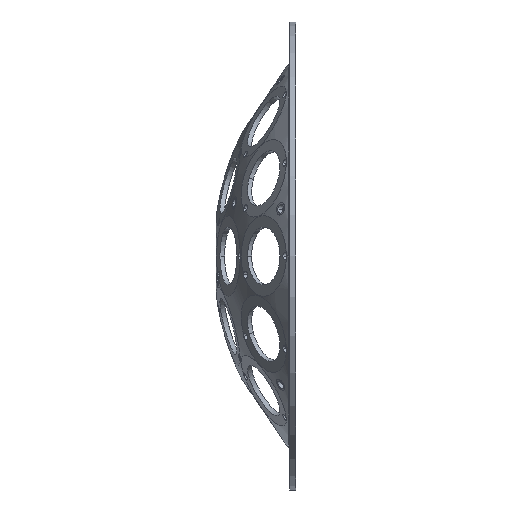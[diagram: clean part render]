
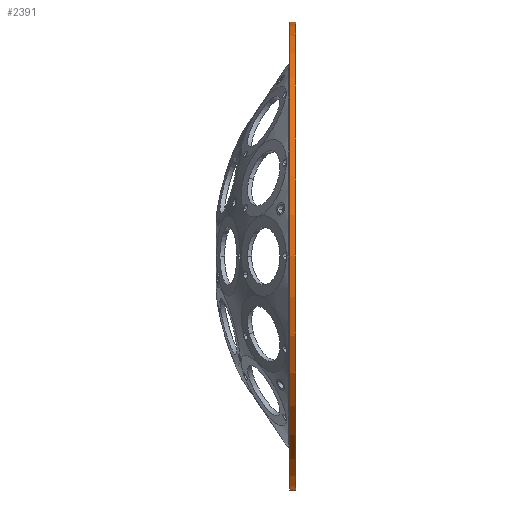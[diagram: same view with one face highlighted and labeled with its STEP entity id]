
A CAD part, left-side view. The second image highlights one B-rep face of the part: STEP entity #2391.
In plain terms, the highlighted cylindrical face has radius 223 mm (diameter 446 mm), a partial arc.
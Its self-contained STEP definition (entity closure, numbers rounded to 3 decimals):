
#924 = DIRECTION ( 'NONE',  ( 0., 0., 1. ) ) ;
#2391 = ADVANCED_FACE ( 'NONE', ( #11995 ), #3967, .T. ) ;
#2516 = CARTESIAN_POINT ( 'NONE',  ( 0., 189., 0. ) ) ;
#3220 = ORIENTED_EDGE ( 'NONE', *, *, #9030, .F. ) ;
#3411 = CARTESIAN_POINT ( 'NONE',  ( 0., 189., 223. ) ) ;
#3967 = CYLINDRICAL_SURFACE ( 'NONE', #11951, 223. ) ;
#5302 = CIRCLE ( 'NONE', #6646, 223. ) ;
#5330 = DIRECTION ( 'NONE',  ( 0., 0., 1. ) ) ;
#6495 = DIRECTION ( 'NONE',  ( 0., 1., 0. ) ) ;
#6646 = AXIS2_PLACEMENT_3D ( 'NONE', #2516, #15434, #924 ) ;
#7204 = AXIS2_PLACEMENT_3D ( 'NONE', #20043, #18349, #5330 ) ;
#7731 = VERTEX_POINT ( 'NONE', #11354 ) ;
#7818 = EDGE_CURVE ( 'NONE', #14092, #15748, #16327, .T. ) ;
#8812 = DIRECTION ( 'NONE',  ( 0., 0., 1. ) ) ;
#9030 = EDGE_CURVE ( 'NONE', #7731, #14092, #18532, .T. ) ;
#9377 = ORIENTED_EDGE ( 'NONE', *, *, #16207, .T. ) ;
#9837 = CARTESIAN_POINT ( 'NONE',  ( 0., 195., -223. ) ) ;
#10409 = CARTESIAN_POINT ( 'NONE',  ( 0., 284.983, 0. ) ) ;
#10477 = CARTESIAN_POINT ( 'NONE',  ( 0., 284.983, -223. ) ) ;
#10478 = VECTOR ( 'NONE', #18728, 1000. ) ;
#11251 = CARTESIAN_POINT ( 'NONE',  ( 0., 284.983, 223. ) ) ;
#11354 = CARTESIAN_POINT ( 'NONE',  ( 0., 189., -223. ) ) ;
#11951 = AXIS2_PLACEMENT_3D ( 'NONE', #10409, #16873, #8812 ) ;
#11971 = CARTESIAN_POINT ( 'NONE',  ( 0., 195., 223. ) ) ;
#11995 = FACE_OUTER_BOUND ( 'NONE', #16437, .T. ) ;
#13796 = EDGE_CURVE ( 'NONE', #19890, #15748, #14852, .T. ) ;
#14038 = ORIENTED_EDGE ( 'NONE', *, *, #13796, .T. ) ;
#14092 = VERTEX_POINT ( 'NONE', #9837 ) ;
#14852 = LINE ( 'NONE', #11251, #15554 ) ;
#15434 = DIRECTION ( 'NONE',  ( 0., 1., 0. ) ) ;
#15554 = VECTOR ( 'NONE', #6495, 1000. ) ;
#15748 = VERTEX_POINT ( 'NONE', #11971 ) ;
#16207 = EDGE_CURVE ( 'NONE', #7731, #19890, #5302, .T. ) ;
#16327 = CIRCLE ( 'NONE', #7204, 223. ) ;
#16437 = EDGE_LOOP ( 'NONE', ( #3220, #9377, #14038, #20359 ) ) ;
#16873 = DIRECTION ( 'NONE',  ( 0., 1., 0. ) ) ;
#18349 = DIRECTION ( 'NONE',  ( 0., 1., 0. ) ) ;
#18532 = LINE ( 'NONE', #10477, #10478 ) ;
#18728 = DIRECTION ( 'NONE',  ( 0., 1., 0. ) ) ;
#19890 = VERTEX_POINT ( 'NONE', #3411 ) ;
#20043 = CARTESIAN_POINT ( 'NONE',  ( 0., 195., 0. ) ) ;
#20359 = ORIENTED_EDGE ( 'NONE', *, *, #7818, .F. ) ;
